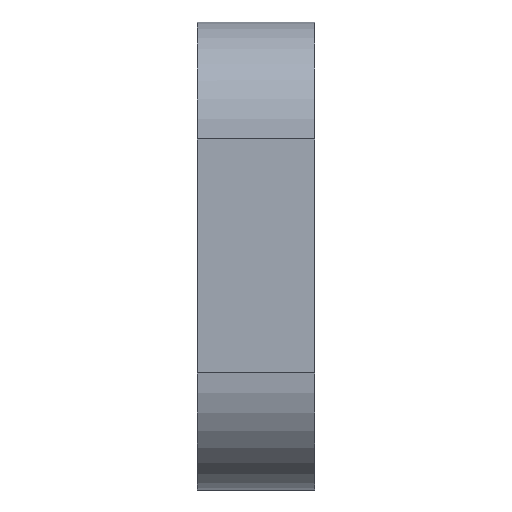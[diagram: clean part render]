
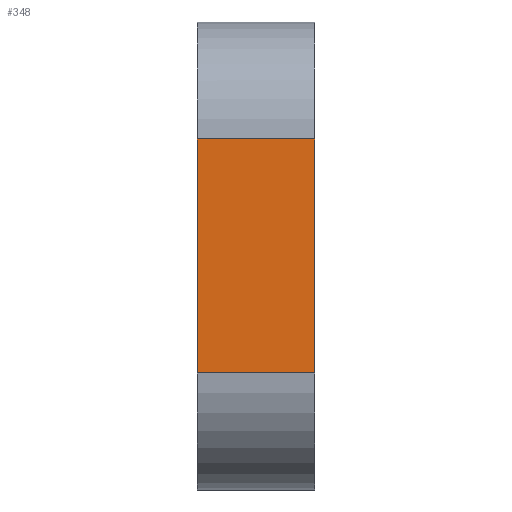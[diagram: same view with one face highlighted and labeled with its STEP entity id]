
A CAD part, left-side view. The second image highlights one B-rep face of the part: STEP entity #348.
In plain terms, the highlighted planar face has unit normal (-1, 0, 0).
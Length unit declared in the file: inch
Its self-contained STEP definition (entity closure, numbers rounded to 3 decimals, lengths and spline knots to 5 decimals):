
#22 = AXIS2_PLACEMENT_3D ( 'NONE', #732, #743, #809 ) ;
#25 = EDGE_LOOP ( 'NONE', ( #165, #95, #583, #423 ) ) ;
#41 = LINE ( 'NONE', #117, #647 ) ;
#95 = ORIENTED_EDGE ( 'NONE', *, *, #198, .T. ) ;
#107 = PLANE ( 'NONE',  #22 ) ;
#117 = CARTESIAN_POINT ( 'NONE',  ( 0., 0.25, 0. ) ) ;
#163 = VERTEX_POINT ( 'NONE', #332 ) ;
#165 = ORIENTED_EDGE ( 'NONE', *, *, #334, .T. ) ;
#172 = DIRECTION ( 'NONE',  ( 0., 0., 1. ) ) ;
#182 = LINE ( 'NONE', #472, #542 ) ;
#198 = EDGE_CURVE ( 'NONE', #439, #617, #680, .T. ) ;
#224 = VERTEX_POINT ( 'NONE', #280 ) ;
#280 = CARTESIAN_POINT ( 'NONE',  ( 0., 0.25, -0.75 ) ) ;
#331 = CARTESIAN_POINT ( 'NONE',  ( 0., 0., -0.25 ) ) ;
#332 = CARTESIAN_POINT ( 'NONE',  ( 0., 0., -0.75 ) ) ;
#334 = EDGE_CURVE ( 'NONE', #163, #439, #800, .T. ) ;
#348 = ADVANCED_FACE ( 'NONE', ( #715 ), #107, .F. ) ;
#380 = EDGE_CURVE ( 'NONE', #224, #163, #182, .T. ) ;
#423 = ORIENTED_EDGE ( 'NONE', *, *, #380, .T. ) ;
#439 = VERTEX_POINT ( 'NONE', #331 ) ;
#472 = CARTESIAN_POINT ( 'NONE',  ( 0., 0.25, -0.75 ) ) ;
#523 = VECTOR ( 'NONE', #829, 39.37008 ) ;
#524 = VECTOR ( 'NONE', #172, 39.37008 ) ;
#542 = VECTOR ( 'NONE', #605, 39.37008 ) ;
#583 = ORIENTED_EDGE ( 'NONE', *, *, #818, .F. ) ;
#605 = DIRECTION ( 'NONE',  ( 0., -1., 0. ) ) ;
#617 = VERTEX_POINT ( 'NONE', #856 ) ;
#647 = VECTOR ( 'NONE', #799, 39.37008 ) ;
#680 = LINE ( 'NONE', #821, #523 ) ;
#715 = FACE_OUTER_BOUND ( 'NONE', #25, .T. ) ;
#732 = CARTESIAN_POINT ( 'NONE',  ( 0., 0.25, 0. ) ) ;
#743 = DIRECTION ( 'NONE',  ( 1., 0., 0. ) ) ;
#799 = DIRECTION ( 'NONE',  ( 0., 0., 1. ) ) ;
#800 = LINE ( 'NONE', #881, #524 ) ;
#809 = DIRECTION ( 'NONE',  ( 0., 0., -1. ) ) ;
#818 = EDGE_CURVE ( 'NONE', #224, #617, #41, .T. ) ;
#821 = CARTESIAN_POINT ( 'NONE',  ( 0., 0.25, -0.25 ) ) ;
#829 = DIRECTION ( 'NONE',  ( 0., 1., 0. ) ) ;
#856 = CARTESIAN_POINT ( 'NONE',  ( 0., 0.25, -0.25 ) ) ;
#881 = CARTESIAN_POINT ( 'NONE',  ( 0., 0., 0. ) ) ;
